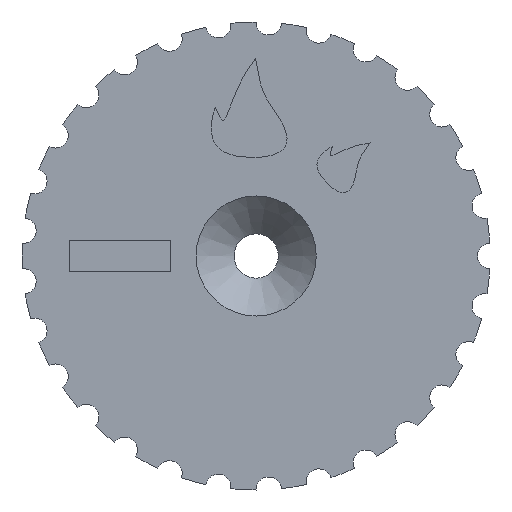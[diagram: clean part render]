
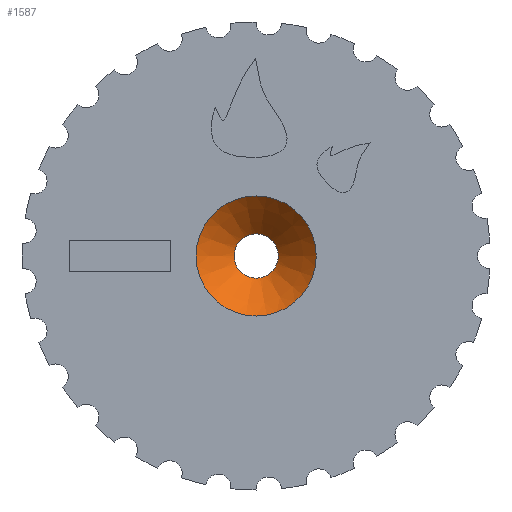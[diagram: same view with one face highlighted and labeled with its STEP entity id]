
A CAD part, front view. The second image highlights one B-rep face of the part: STEP entity #1587.
In plain terms, the highlighted conical face has half-angle 45 degrees and reference radius 3.25 mm.
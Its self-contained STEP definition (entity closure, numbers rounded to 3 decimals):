
#12=CONICAL_SURFACE($,#1681,3.25,45.);
#40=FACE_BOUND($,#354,.T.);
#56=CIRCLE($,#1682,4.75);
#57=CIRCLE($,#1683,1.75);
#262=FACE_OUTER_BOUND($,#353,.T.);
#353=EDGE_LOOP($,(#1174));
#354=EDGE_LOOP($,(#1175));
#685=VERTEX_POINT($,#2637);
#686=VERTEX_POINT($,#2639);
#872=EDGE_CURVE($,#685,#685,#56,.T.);
#873=EDGE_CURVE($,#686,#686,#57,.T.);
#1174=ORIENTED_EDGE($,*,*,#872,.F.);
#1175=ORIENTED_EDGE($,*,*,#873,.F.);
#1587=ADVANCED_FACE($,(#262,#40),#12,.F.);
#1681=AXIS2_PLACEMENT_3D($,#2636,#1971,#1972);
#1682=AXIS2_PLACEMENT_3D($,#2638,#1973,#1974);
#1683=AXIS2_PLACEMENT_3D($,#2640,#1975,#1976);
#1971=DIRECTION('center_axis',(0.,-1.,0.));
#1972=DIRECTION('ref_axis',(1.,0.,0.));
#1973=DIRECTION('center_axis',(0.,1.,0.));
#1974=DIRECTION('ref_axis',(1.,0.,0.));
#1975=DIRECTION('center_axis',(0.,-1.,0.));
#1976=DIRECTION('ref_axis',(1.,0.,0.));
#2636=CARTESIAN_POINT('Origin',(0.,1.5,0.));
#2637=CARTESIAN_POINT('',(4.75,0.,0.));
#2638=CARTESIAN_POINT('Origin',(0.,0.,0.));
#2639=CARTESIAN_POINT('',(1.75,3.,0.));
#2640=CARTESIAN_POINT('Origin',(0.,3.,0.));
